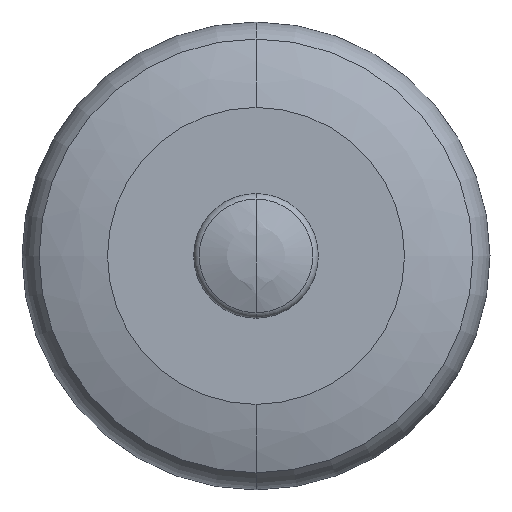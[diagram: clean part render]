
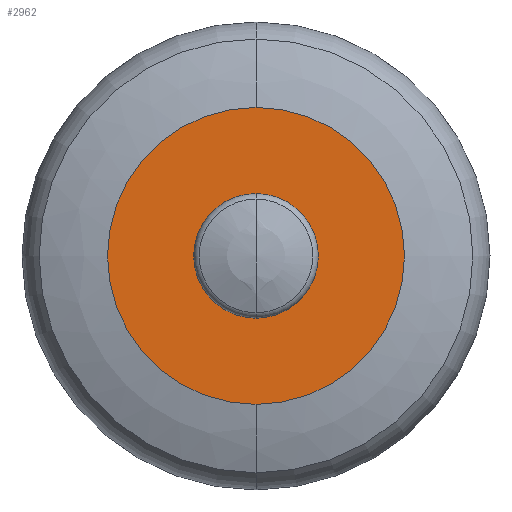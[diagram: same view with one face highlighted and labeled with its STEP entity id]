
A CAD part, top view. The second image highlights one B-rep face of the part: STEP entity #2962.
In plain terms, the highlighted planar face has unit normal (0, 0, 1).
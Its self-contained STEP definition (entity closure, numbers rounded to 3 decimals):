
#303=CARTESIAN_POINT('',(0.,0.,45.001));
#304=DIRECTION('',(0.,0.,1.));
#305=DIRECTION('',(0.,1.,0.));
#306=AXIS2_PLACEMENT_3D('',#303,#304,#305);
#308=CARTESIAN_POINT('',(0.,0.,45.001));
#309=DIRECTION('',(0.,0.,-1.));
#310=DIRECTION('',(0.,1.,0.));
#311=AXIS2_PLACEMENT_3D('',#308,#309,#310);
#313=CARTESIAN_POINT('',(0.,0.,45.001));
#314=DIRECTION('',(0.,0.,-1.));
#315=DIRECTION('',(0.,1.,0.));
#316=AXIS2_PLACEMENT_3D('',#313,#314,#315);
#326=CARTESIAN_POINT('',(0.,0.,45.001));
#327=DIRECTION('',(0.,0.,1.));
#328=DIRECTION('',(0.,1.,0.));
#329=AXIS2_PLACEMENT_3D('',#326,#327,#328);
#2329=CARTESIAN_POINT('',(0.,7.974,45.001));
#2331=VERTEX_POINT('',#2329);
#2337=CARTESIAN_POINT('',(0.,-7.974,45.001));
#2339=VERTEX_POINT('',#2337);
#2357=CARTESIAN_POINT('',(0.,19.,45.001));
#2358=VERTEX_POINT('',#2357);
#2365=CARTESIAN_POINT('',(0.,-19.,45.001));
#2366=VERTEX_POINT('',#2365);
#2947=CARTESIAN_POINT('',(0.,0.,45.001));
#2948=DIRECTION('',(0.,0.,-1.));
#2949=DIRECTION('',(0.,-1.,0.));
#2950=AXIS2_PLACEMENT_3D('',#2947,#2948,#2949);
#2951=PLANE('',#2950);
#2952=ORIENTED_EDGE('',*,*,#2940,.F.);
#2953=ORIENTED_EDGE('',*,*,#2905,.T.);
#2954=EDGE_LOOP('',(#2952,#2953));
#2955=FACE_OUTER_BOUND('',#2954,.F.);
#2957=ORIENTED_EDGE('',*,*,#2956,.F.);
#2959=ORIENTED_EDGE('',*,*,#2958,.T.);
#2960=EDGE_LOOP('',(#2957,#2959));
#2961=FACE_BOUND('',#2960,.F.);
#2962=ADVANCED_FACE('',(#2955,#2961),#2951,.F.);
#307=CIRCLE('',#306,19.);
#312=CIRCLE('',#311,19.);
#317=CIRCLE('',#316,7.974);
#330=CIRCLE('',#329,7.974);
#2905=EDGE_CURVE('',#2358,#2366,#312,.T.);
#2940=EDGE_CURVE('',#2358,#2366,#307,.T.);
#2956=EDGE_CURVE('',#2331,#2339,#317,.T.);
#2958=EDGE_CURVE('',#2331,#2339,#330,.T.);
